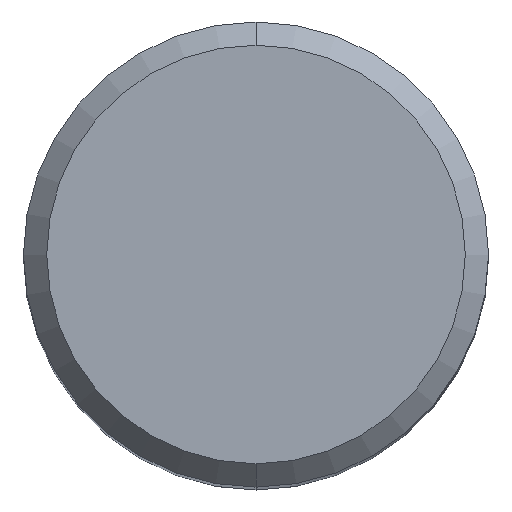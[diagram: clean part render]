
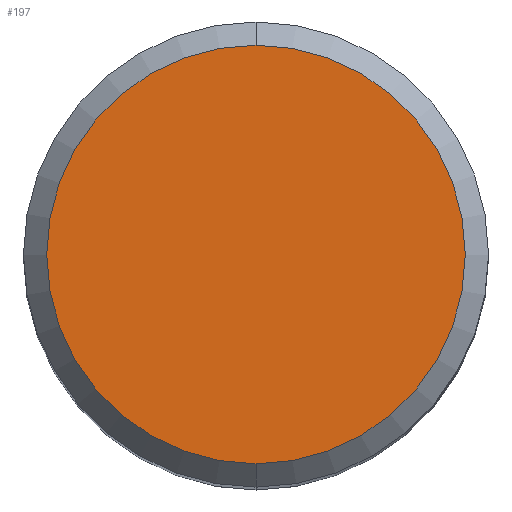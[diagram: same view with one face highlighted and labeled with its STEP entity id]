
A CAD part, top view. The second image highlights one B-rep face of the part: STEP entity #197.
In plain terms, the highlighted planar face has unit normal (0, 0, 1).
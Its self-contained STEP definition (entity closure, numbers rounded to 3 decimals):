
#153=VERTEX_POINT('',#310);
#175=VERTEX_POINT('',#335);
#193=EDGE_CURVE('',#153,#175,#356,.T.);
#197=ADVANCED_FACE('',(#361),#362,.T.);
#199=EDGE_CURVE('',#175,#153,#364,.T.);
#310=CARTESIAN_POINT('',(0.0,7.2,0.));
#335=CARTESIAN_POINT('',(0.,-7.2,0.));
#356=CIRCLE('',#552,7.2);
#361=FACE_OUTER_BOUND('',#557,.T.);
#362=PLANE('',#558);
#364=CIRCLE('',#561,7.2);
#552=AXIS2_PLACEMENT_3D('',#735,#736,#737);
#557=EDGE_LOOP('',(#747,#748));
#558=AXIS2_PLACEMENT_3D('',#749,#750,#751);
#561=AXIS2_PLACEMENT_3D('',#752,#753,#754);
#735=CARTESIAN_POINT('',(0.0,0.0,0.));
#736=DIRECTION('',(0.0,0.0,-1.0));
#737=DIRECTION('',(0.0,1.0,0.0));
#747=ORIENTED_EDGE('',*,*,#193,.F.);
#748=ORIENTED_EDGE('',*,*,#199,.F.);
#749=CARTESIAN_POINT('',(0.0,3.6,0.));
#750=DIRECTION('',(-0.0,0.0,1.0));
#751=DIRECTION('',(0.0,-1.0,0.0));
#752=CARTESIAN_POINT('',(0.0,0.0,0.));
#753=DIRECTION('',(0.0,0.0,-1.0));
#754=DIRECTION('',(0.0,1.0,0.0));
